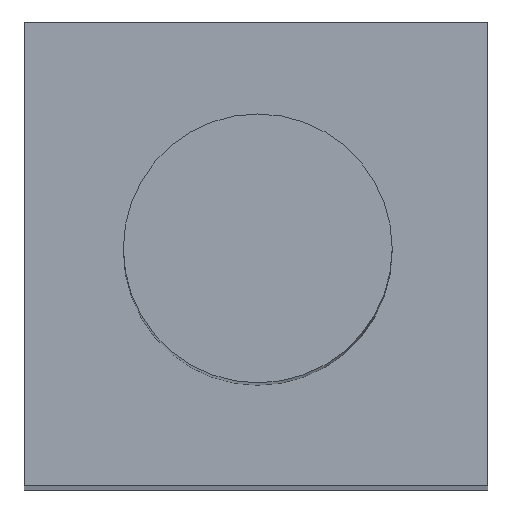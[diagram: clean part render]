
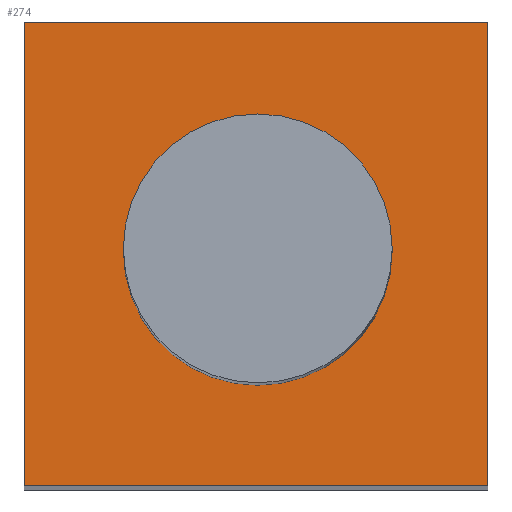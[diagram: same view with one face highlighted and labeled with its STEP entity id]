
A CAD part, top view. The second image highlights one B-rep face of the part: STEP entity #274.
In plain terms, the highlighted planar face has unit normal (0, 0, 1).
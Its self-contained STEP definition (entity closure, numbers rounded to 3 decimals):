
#20=FACE_BOUND('',#66,.T.);
#28=PLANE('',#326);
#44=FACE_OUTER_BOUND('',#65,.T.);
#65=EDGE_LOOP('',(#245,#246,#247,#248));
#66=EDGE_LOOP('',(#249));
#84=LINE('',#476,#102);
#88=LINE('',#483,#106);
#91=LINE('',#489,#109);
#93=LINE('',#492,#111);
#102=VECTOR('',#391,1000.);
#106=VECTOR('',#397,1000.);
#109=VECTOR('',#402,1000.);
#111=VECTOR('',#406,1000.);
#114=CIRCLE('',#304,1.45);
#131=VERTEX_POINT('',#439);
#141=VERTEX_POINT('',#473);
#142=VERTEX_POINT('',#475);
#144=VERTEX_POINT('',#481);
#146=VERTEX_POINT('',#487);
#156=EDGE_CURVE('',#131,#131,#114,.T.);
#173=EDGE_CURVE('',#142,#141,#84,.T.);
#177=EDGE_CURVE('',#141,#144,#88,.T.);
#180=EDGE_CURVE('',#144,#146,#91,.T.);
#182=EDGE_CURVE('',#146,#142,#93,.T.);
#245=ORIENTED_EDGE('',*,*,#173,.T.);
#246=ORIENTED_EDGE('',*,*,#177,.T.);
#247=ORIENTED_EDGE('',*,*,#180,.T.);
#248=ORIENTED_EDGE('',*,*,#182,.T.);
#249=ORIENTED_EDGE('',*,*,#156,.T.);
#274=ADVANCED_FACE('',(#44,#20),#28,.T.);
#304=AXIS2_PLACEMENT_3D('',#440,#347,#348);
#326=AXIS2_PLACEMENT_3D('',#493,#407,#408);
#347=DIRECTION('center_axis',(0.,0.,-1.));
#348=DIRECTION('ref_axis',(-1.,0.,0.));
#391=DIRECTION('',(0.,-1.,0.));
#397=DIRECTION('',(1.,0.,0.));
#402=DIRECTION('',(0.,1.,0.));
#406=DIRECTION('',(-1.,0.,0.));
#407=DIRECTION('center_axis',(0.,0.,1.));
#408=DIRECTION('ref_axis',(1.,0.,0.));
#439=CARTESIAN_POINT('',(0.768,-0.022,40.5));
#440=CARTESIAN_POINT('Origin',(-0.682,-0.022,40.5));
#473=CARTESIAN_POINT('',(-3.202,-2.555,40.5));
#475=CARTESIAN_POINT('',(-3.202,2.445,40.5));
#476=CARTESIAN_POINT('',(-3.202,2.445,40.5));
#481=CARTESIAN_POINT('',(1.798,-2.555,40.5));
#483=CARTESIAN_POINT('',(-3.202,-2.555,40.5));
#487=CARTESIAN_POINT('',(1.798,2.445,40.5));
#489=CARTESIAN_POINT('',(1.798,2.445,40.5));
#492=CARTESIAN_POINT('',(-3.202,2.445,40.5));
#493=CARTESIAN_POINT('Origin',(-3.202,2.088,40.5));
